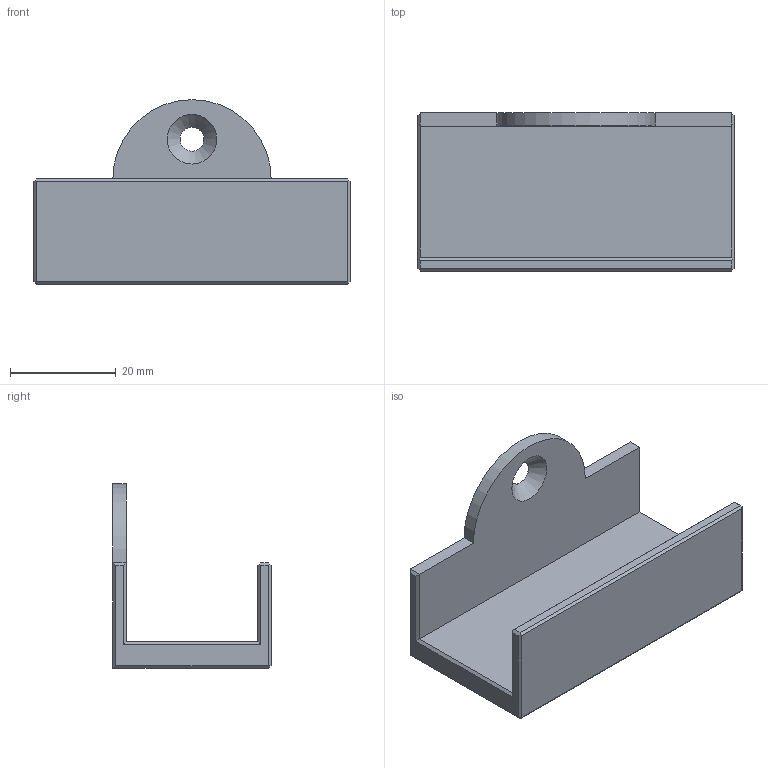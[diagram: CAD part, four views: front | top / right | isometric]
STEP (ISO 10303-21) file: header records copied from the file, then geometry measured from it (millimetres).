
FILE_DESCRIPTION(('FreeCAD Model'),'2;1');
FILE_NAME('Open CASCADE Shape Model','2025-07-31T22:23:59',(''),(''), 'Open CASCADE STEP processor 7.8','FreeCAD','Unknown');
FILE_SCHEMA(('AUTOMOTIVE_DESIGN { 1 0 10303 214 1 1 1 1 }'));
Length unit declared in the file: millimetre
Products named in the file (1): PictureHanger
Bounding box: 60 x 30 x 35 mm (x, y, z)
Volume: 14231.6 mm3; surface area: 8861.3 mm2
Topology: 1 solids, 1 shells, 34 faces, 82 edges, 50 vertices
Faces by surface type: plane 31, cylinder 2, cone 1
Full cylindrical faces by diameter (mm): 4.5 x1
Entity records: 2054 total; most frequent: CARTESIAN_POINT 337, DIRECTION 320, LINE 237, VECTOR 237, ORIENTED_EDGE 164, PCURVE 164, DEFINITIONAL_REPRESENTATION 164, EDGE_CURVE 82
